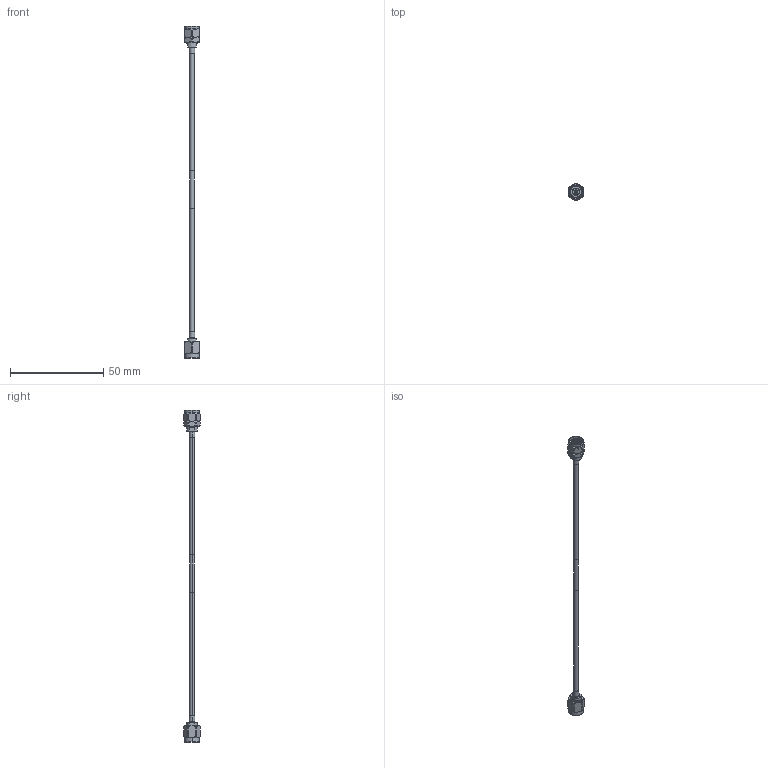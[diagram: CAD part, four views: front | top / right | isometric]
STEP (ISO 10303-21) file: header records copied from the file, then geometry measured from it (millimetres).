
FILE_DESCRIPTION (( 'STEP AP214' ), '1' );
FILE_NAME ('FMCA100331_3D.step', '2025-11-11T18:13:48', ( '' ), ( '' ), 'SwSTEP 2.0', 'SolidWorks 2025', '' );
FILE_SCHEMA (( 'AUTOMOTIVE_DESIGN' ));
Length unit declared in the file: inch
Products named in the file (4): PE45413; PE45415; PE-SR405FL_WITH LABEL; FMCA100331_3D
Assembly tree (3 placements, depth 2):
  FMCA100331_3D
    PE-SR405FL_WITH LABEL
    PE45413
    PE45415
Bounding box: 7.92 x 8.88 x 177.93 mm (x, y, z)
Volume: 1308.6 mm3; surface area: 2459.2 mm2
Topology: 7 solids, 7 shells, 232 faces, 569 edges, 370 vertices
Faces by surface type: cylinder 132, plane 60, cone 26, torus 8, bspline 6
Entity records: 10198 total; most frequent: CARTESIAN_POINT 4550, DIRECTION 1163, ORIENTED_EDGE 1138, EDGE_CURVE 569, AXIS2_PLACEMENT_3D 486, VERTEX_POINT 370, EDGE_LOOP 287, CIRCLE 254
